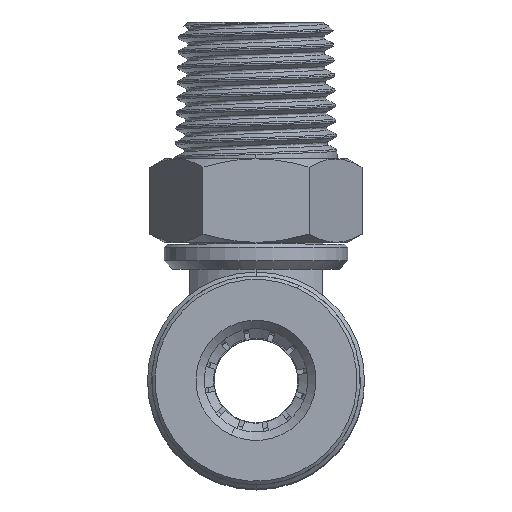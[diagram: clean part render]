
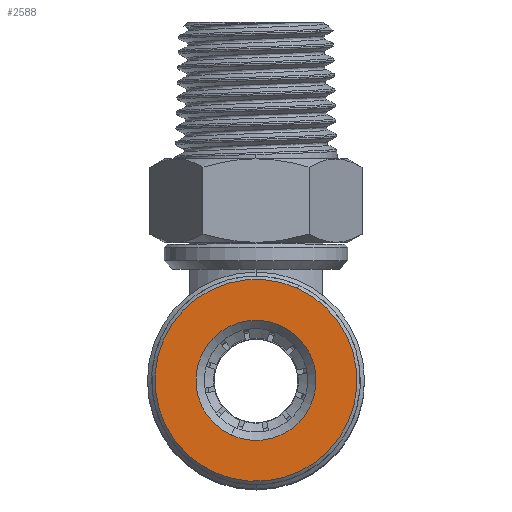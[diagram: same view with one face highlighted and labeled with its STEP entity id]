
A CAD part, top view. The second image highlights one B-rep face of the part: STEP entity #2588.
In plain terms, the highlighted planar face has unit normal (0, 0, 1).
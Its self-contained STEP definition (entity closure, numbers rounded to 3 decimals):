
#975 = VERTEX_POINT ( 'NONE', #13703 ) ;
#1628 = PLANE ( 'NONE',  #16134 ) ;
#1870 = FACE_OUTER_BOUND ( 'NONE', #1899, .T. ) ;
#1899 = EDGE_LOOP ( 'NONE', ( #2699, #29083 ) ) ;
#2588 = ADVANCED_FACE ( 'NONE', ( #27686, #1870 ), #1628, .T. ) ;
#2681 = AXIS2_PLACEMENT_3D ( 'NONE', #9018, #32480, #12408 ) ;
#2699 = ORIENTED_EDGE ( 'NONE', *, *, #9113, .T. ) ;
#4165 = EDGE_LOOP ( 'NONE', ( #37850, #38935 ) ) ;
#5797 = CARTESIAN_POINT ( 'NONE',  ( 2.481, 5.518, 15.7 ) ) ;
#6102 = EDGE_CURVE ( 'NONE', #23662, #975, #31049, .T. ) ;
#6192 = VERTEX_POINT ( 'NONE', #37413 ) ;
#8746 = CARTESIAN_POINT ( 'NONE',  ( 0., 0., 15.7 ) ) ;
#8752 = DIRECTION ( 'NONE',  ( 0., 0., 1. ) ) ;
#9018 = CARTESIAN_POINT ( 'NONE',  ( 0., 0., 15.7 ) ) ;
#9113 = EDGE_CURVE ( 'NONE', #12768, #6192, #13246, .T. ) ;
#10144 = CARTESIAN_POINT ( 'NONE',  ( 1.476, 3.284, 15.7 ) ) ;
#11307 = EDGE_CURVE ( 'NONE', #975, #23662, #14316, .T. ) ;
#11899 = AXIS2_PLACEMENT_3D ( 'NONE', #28821, #8752, #32210 ) ;
#12121 = DIRECTION ( 'NONE',  ( -0.41, -0.912, 0. ) ) ;
#12408 = DIRECTION ( 'NONE',  ( 0.41, 0.912, 0. ) ) ;
#12768 = VERTEX_POINT ( 'NONE', #5797 ) ;
#13246 = CIRCLE ( 'NONE', #2681, 6.05 ) ;
#13703 = CARTESIAN_POINT ( 'NONE',  ( -1.476, -3.284, 15.7 ) ) ;
#14316 = CIRCLE ( 'NONE', #23388, 3.6 ) ;
#15927 = CIRCLE ( 'NONE', #11899, 6.05 ) ;
#16134 = AXIS2_PLACEMENT_3D ( 'NONE', #18693, #41992, #22038 ) ;
#18693 = CARTESIAN_POINT ( 'NONE',  ( 0., 0., 15.7 ) ) ;
#20244 = CARTESIAN_POINT ( 'NONE',  ( 0., 0., 15.7 ) ) ;
#22038 = DIRECTION ( 'NONE',  ( -0.41, -0.912, 0. ) ) ;
#23388 = AXIS2_PLACEMENT_3D ( 'NONE', #8746, #32203, #12121 ) ;
#23520 = DIRECTION ( 'NONE',  ( -0.41, -0.912, 0. ) ) ;
#23662 = VERTEX_POINT ( 'NONE', #10144 ) ;
#27686 = FACE_BOUND ( 'NONE', #4165, .T. ) ;
#28821 = CARTESIAN_POINT ( 'NONE',  ( 0., 0., 15.7 ) ) ;
#29083 = ORIENTED_EDGE ( 'NONE', *, *, #30428, .T. ) ;
#30428 = EDGE_CURVE ( 'NONE', #6192, #12768, #15927, .T. ) ;
#31049 = CIRCLE ( 'NONE', #36036, 3.6 ) ;
#32203 = DIRECTION ( 'NONE',  ( 0., 0., -1. ) ) ;
#32210 = DIRECTION ( 'NONE',  ( 0.41, 0.912, 0. ) ) ;
#32480 = DIRECTION ( 'NONE',  ( 0., 0., 1. ) ) ;
#36036 = AXIS2_PLACEMENT_3D ( 'NONE', #20244, #43529, #23520 ) ;
#37413 = CARTESIAN_POINT ( 'NONE',  ( -2.481, -5.518, 15.7 ) ) ;
#37850 = ORIENTED_EDGE ( 'NONE', *, *, #11307, .T. ) ;
#38935 = ORIENTED_EDGE ( 'NONE', *, *, #6102, .T. ) ;
#41992 = DIRECTION ( 'NONE',  ( 0., 0., 1. ) ) ;
#43529 = DIRECTION ( 'NONE',  ( 0., 0., -1. ) ) ;
